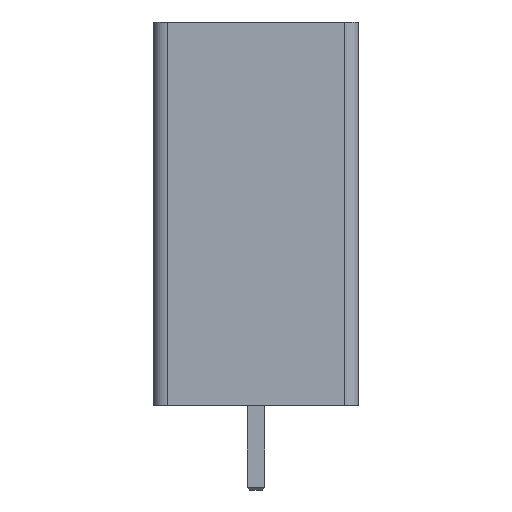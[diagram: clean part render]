
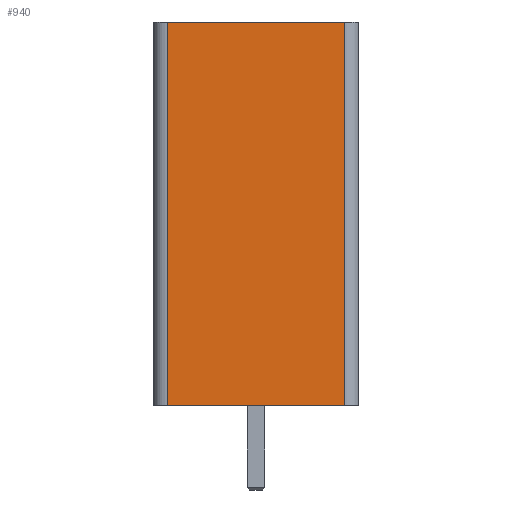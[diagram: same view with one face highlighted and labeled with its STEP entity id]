
A CAD part, left-side view. The second image highlights one B-rep face of the part: STEP entity #940.
In plain terms, the highlighted planar face has unit normal (-1, 0, 0).
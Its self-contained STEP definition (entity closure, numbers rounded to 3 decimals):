
#13=DIRECTION('',(0.,0.,1.));
#30=DIRECTION('',(1.,0.,0.));
#32=PLANE('',#33);
#33=AXIS2_PLACEMENT_3D('',#34,#13,#30);
#34=CARTESIAN_POINT('',(-3.6,-3.75,14.));
#38=VECTOR('',#39,1.);
#39=DIRECTION('',(1.,0.));
#40=( GEOMETRIC_REPRESENTATION_CONTEXT(2) PARAMETRIC_REPRESENTATION_CONTEXT() REPRESENTATION_CONTEXT('2D SPACE','') );
#45=DIRECTION('',(0.,1.,0.));
#48=CARTESIAN_POINT('',(14.,0.));
#49=VECTOR('',#50,1.);
#50=DIRECTION('',(0.,1.));
#53=VERTEX_POINT('',#54);
#54=CARTESIAN_POINT('',(-3.6,3.25,14.));
#66=DIRECTION('',(0.,-1.));
#68=CYLINDRICAL_SURFACE('',#69,0.5);
#69=AXIS2_PLACEMENT_3D('',#70,#13,#45);
#70=CARTESIAN_POINT('',(-3.1,3.25,0.));
#74=ORIENTED_EDGE('',*,*,#75,.F.);
#75=EDGE_CURVE('',#76,#53,#78,.T.);
#76=VERTEX_POINT('',#77);
#77=CARTESIAN_POINT('',(-3.6,-3.25,14.));
#78=SURFACE_CURVE('',#79,(#81,#85),.PCURVE_S1.);
#79=LINE('',#34,#80);
#80=VECTOR('',#45,1.);
#81=PCURVE('',#32,#82);
#82=DEFINITIONAL_REPRESENTATION('',(#83),#40);
#83=LINE('',#84,#49);
#84=CARTESIAN_POINT('',(0.,0.));
#85=PCURVE('',#86,#89);
#86=PLANE('',#87);
#87=AXIS2_PLACEMENT_3D('',#88,#30,#13);
#88=CARTESIAN_POINT('',(-3.6,-3.75,0.));
#89=DEFINITIONAL_REPRESENTATION('',(#90),#40);
#90=LINE('',#48,#91);
#91=VECTOR('',#66,1.);
#106=CYLINDRICAL_SURFACE('',#107,0.5);
#107=AXIS2_PLACEMENT_3D('',#108,#13,#109);
#108=CARTESIAN_POINT('',(-3.1,-3.25,0.));
#109=DIRECTION('',(-1.,0.,0.));
#227=PLANE('',#228);
#228=AXIS2_PLACEMENT_3D('',#88,#13,#30);
#233=VECTOR('',#13,1.);
#664=DEFINITIONAL_REPRESENTATION('',(#665),#40);
#665=LINE('',#84,#91);
#911=DEFINITIONAL_REPRESENTATION('',(#912),#40);
#912=LINE('',#913,#49);
#913=CARTESIAN_POINT('',(1.571,0.));
#920=VERTEX_POINT('',#921);
#921=CARTESIAN_POINT('',(-3.6,-3.25,0.));
#931=ORIENTED_EDGE('',*,*,#932,.F.);
#932=EDGE_CURVE('',#920,#76,#933,.T.);
#933=SURFACE_CURVE('',#934,(#935,#936),.PCURVE_S1.);
#934=LINE('',#921,#233);
#935=PCURVE('',#106,#82);
#936=PCURVE('',#86,#937);
#937=DEFINITIONAL_REPRESENTATION('',(#938),#40);
#938=LINE('',#939,#38);
#939=CARTESIAN_POINT('',(0.,-0.5));
#940=ADVANCED_FACE('',(#941),#86,.F.);
#941=FACE_BOUND('',#942,.F.);
#942=EDGE_LOOP('',(#74,#931,#943,#951));
#943=ORIENTED_EDGE('',*,*,#944,.T.);
#944=EDGE_CURVE('',#920,#945,#947,.T.);
#945=VERTEX_POINT('',#946);
#946=CARTESIAN_POINT('',(-3.6,3.25,0.));
#947=SURFACE_CURVE('',#948,(#949,#950),.PCURVE_S1.);
#948=LINE('',#88,#80);
#949=PCURVE('',#86,#664);
#950=PCURVE('',#227,#82);
#951=ORIENTED_EDGE('',*,*,#952,.T.);
#952=EDGE_CURVE('',#945,#53,#953,.T.);
#953=SURFACE_CURVE('',#954,(#955,#959),.PCURVE_S1.);
#954=LINE('',#946,#233);
#955=PCURVE('',#86,#956);
#956=DEFINITIONAL_REPRESENTATION('',(#957),#40);
#957=LINE('',#958,#38);
#958=CARTESIAN_POINT('',(0.,-7.));
#959=PCURVE('',#68,#911);
